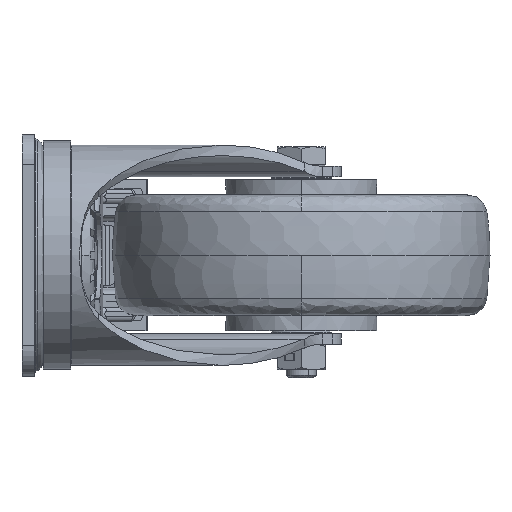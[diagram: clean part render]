
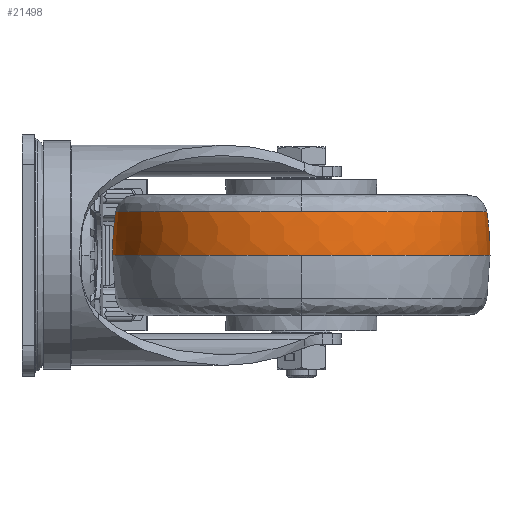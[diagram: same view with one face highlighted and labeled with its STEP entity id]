
A CAD part, left-side view. The second image highlights one B-rep face of the part: STEP entity #21498.
In plain terms, the highlighted toroidal (fillet/blend) face has major radius 32.499 mm and minor radius 95 mm.
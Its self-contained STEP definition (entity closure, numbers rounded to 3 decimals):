
#459 = AXIS2_PLACEMENT_3D ( 'NONE', #50900, #20026, #56016 ) ;
#534 = EDGE_CURVE ( 'NONE', #61570, #46954, #17601, .T. ) ;
#1374 = CIRCLE ( 'NONE', #64923, 61.459 ) ;
#2232 = VERTEX_POINT ( 'NONE', #20436 ) ;
#2504 = AXIS2_PLACEMENT_3D ( 'NONE', #8552, #44552, #13711 ) ;
#6824 = AXIS2_PLACEMENT_3D ( 'NONE', #31598, #47510, #16660 ) ;
#8552 = CARTESIAN_POINT ( 'NONE',  ( 40., -60.001, 0.425 ) ) ;
#9019 = CIRCLE ( 'NONE', #459, 61.459 ) ;
#9813 = DIRECTION ( 'NONE',  ( -1., 0., 0. ) ) ;
#13711 = DIRECTION ( 'NONE',  ( 0., 0., -1. ) ) ;
#14352 = CARTESIAN_POINT ( 'NONE',  ( 40., -92.5, 0. ) ) ;
#14648 = VERTEX_POINT ( 'NONE', #53670 ) ;
#15060 = ORIENTED_EDGE ( 'NONE', *, *, #63141, .F. ) ;
#15593 = VERTEX_POINT ( 'NONE', #44506 ) ;
#16660 = DIRECTION ( 'NONE',  ( 0., -1., 0. ) ) ;
#17080 = ORIENTED_EDGE ( 'NONE', *, *, #52582, .F. ) ;
#17601 = CIRCLE ( 'NONE', #35267, 62.5 ) ;
#18475 = ORIENTED_EDGE ( 'NONE', *, *, #534, .F. ) ;
#19508 = DIRECTION ( 'NONE',  ( -1., 0., 0. ) ) ;
#19787 = DIRECTION ( 'NONE',  ( 0., 0., -1. ) ) ;
#20026 = DIRECTION ( 'NONE',  ( 0., 0., -1. ) ) ;
#20436 = CARTESIAN_POINT ( 'NONE',  ( -21.459, -92.5, 14.459 ) ) ;
#21384 = CARTESIAN_POINT ( 'NONE',  ( 40., -92.5, 0. ) ) ;
#21498 = ADVANCED_FACE ( 'NONE', ( #32208 ), #27305, .T. ) ;
#24982 = CARTESIAN_POINT ( 'NONE',  ( -22.5, -92.5, 0. ) ) ;
#25115 = CARTESIAN_POINT ( 'NONE',  ( 40., -155., 0. ) ) ;
#26596 = DIRECTION ( 'NONE',  ( -1., 0., 0. ) ) ;
#27305 = TOROIDAL_SURFACE ( 'NONE', #6824, -32.499, 95. ) ;
#27864 = AXIS2_PLACEMENT_3D ( 'NONE', #40674, #9813, #45827 ) ;
#31598 = CARTESIAN_POINT ( 'NONE',  ( 40., -92.5, 0.425 ) ) ;
#32208 = FACE_OUTER_BOUND ( 'NONE', #33865, .T. ) ;
#32210 = AXIS2_PLACEMENT_3D ( 'NONE', #14352, #50402, #19508 ) ;
#33865 = EDGE_LOOP ( 'NONE', ( #36291, #54052, #60209, #15060, #18475, #17080 ) ) ;
#34363 = CIRCLE ( 'NONE', #2504, 95. ) ;
#35267 = AXIS2_PLACEMENT_3D ( 'NONE', #21384, #57377, #26596 ) ;
#36291 = ORIENTED_EDGE ( 'NONE', *, *, #48476, .T. ) ;
#36464 = CIRCLE ( 'NONE', #32210, 62.5 ) ;
#40674 = CARTESIAN_POINT ( 'NONE',  ( 40., -124.999, 0.425 ) ) ;
#42031 = EDGE_CURVE ( 'NONE', #2232, #59066, #9019, .T. ) ;
#44506 = CARTESIAN_POINT ( 'NONE',  ( 40., -153.959, 14.459 ) ) ;
#44552 = DIRECTION ( 'NONE',  ( 1., 0., 0. ) ) ;
#45178 = CARTESIAN_POINT ( 'NONE',  ( 40., -31.041, 14.459 ) ) ;
#45827 = DIRECTION ( 'NONE',  ( 0., 0., 1. ) ) ;
#46954 = VERTEX_POINT ( 'NONE', #24982 ) ;
#47510 = DIRECTION ( 'NONE',  ( 0., 0., -1. ) ) ;
#48476 = EDGE_CURVE ( 'NONE', #15593, #2232, #1374, .T. ) ;
#50402 = DIRECTION ( 'NONE',  ( 0., 0., -1. ) ) ;
#50671 = CARTESIAN_POINT ( 'NONE',  ( 40., -92.5, 14.459 ) ) ;
#50900 = CARTESIAN_POINT ( 'NONE',  ( 40., -92.5, 14.459 ) ) ;
#52464 = EDGE_CURVE ( 'NONE', #59066, #14648, #60830, .T. ) ;
#52582 = EDGE_CURVE ( 'NONE', #15593, #61570, #34363, .T. ) ;
#53670 = CARTESIAN_POINT ( 'NONE',  ( 40., -30., 0. ) ) ;
#54052 = ORIENTED_EDGE ( 'NONE', *, *, #42031, .T. ) ;
#55767 = DIRECTION ( 'NONE',  ( -1., 0., 0. ) ) ;
#56016 = DIRECTION ( 'NONE',  ( -1., 0., 0. ) ) ;
#57377 = DIRECTION ( 'NONE',  ( 0., 0., -1. ) ) ;
#59066 = VERTEX_POINT ( 'NONE', #45178 ) ;
#60209 = ORIENTED_EDGE ( 'NONE', *, *, #52464, .T. ) ;
#60830 = CIRCLE ( 'NONE', #27864, 95. ) ;
#61570 = VERTEX_POINT ( 'NONE', #25115 ) ;
#63141 = EDGE_CURVE ( 'NONE', #46954, #14648, #36464, .T. ) ;
#64923 = AXIS2_PLACEMENT_3D ( 'NONE', #50671, #19787, #55767 ) ;
